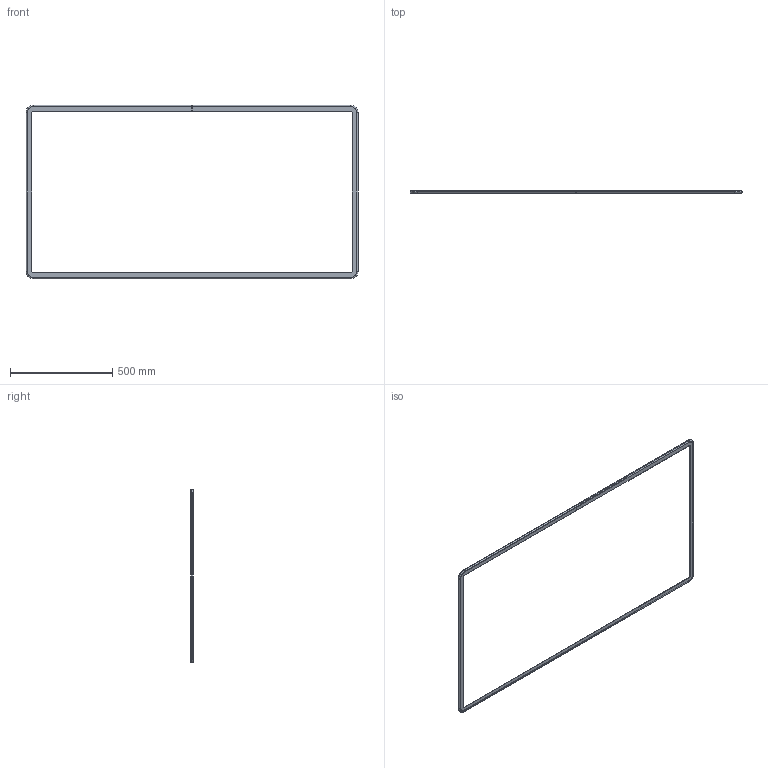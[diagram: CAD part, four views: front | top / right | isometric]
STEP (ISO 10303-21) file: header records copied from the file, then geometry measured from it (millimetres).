
FILE_DESCRIPTION(('Open CASCADE Model'),'2;1');
FILE_NAME('Open CASCADE Shape Model','2021-04-08T10:47:18',('Author'),( 'Open CASCADE'),'Open CASCADE STEP processor 7.4','Open CASCADE 7.4' ,'Unknown');
FILE_SCHEMA(('CONFIG_CONTROL_DESIGN'));
Length unit declared in the file: millimetre
Products named in the file (1): 0000038455 59
Bounding box: 1620.93 x 11.98 x 845.93 mm (x, y, z)
Volume: 488006.3 mm3; surface area: 481599.2 mm2
Topology: 1 solids, 1 shells, 40 faces, 98 edges, 60 vertices
Faces by surface type: cylinder 19, torus 12, plane 9
Entity records: 2542 total; most frequent: CARTESIAN_POINT 467, DIRECTION 418, LINE 218, VECTOR 218, ORIENTED_EDGE 196, PCURVE 196, DEFINITIONAL_REPRESENTATION 196, EDGE_CURVE 98
